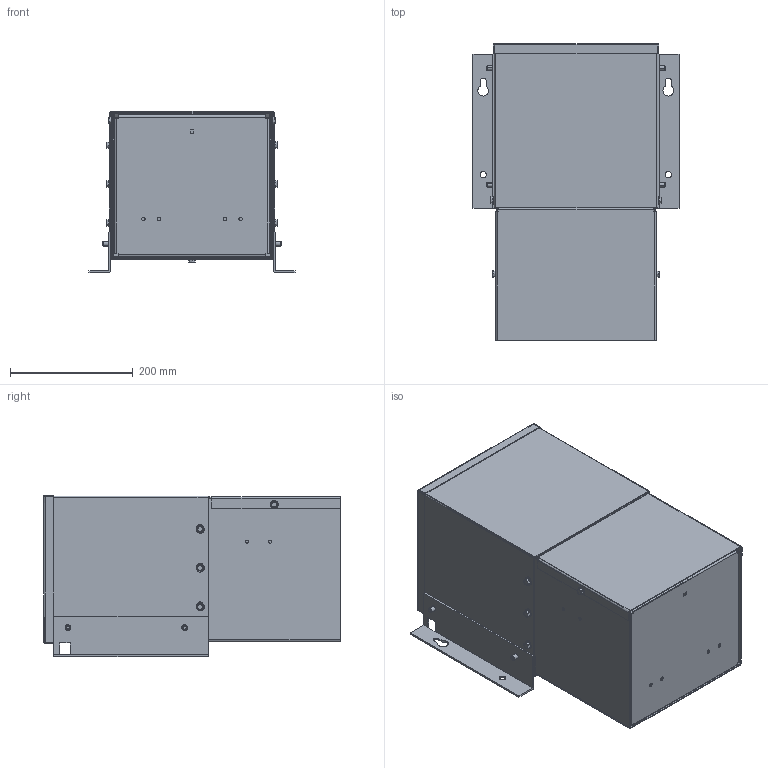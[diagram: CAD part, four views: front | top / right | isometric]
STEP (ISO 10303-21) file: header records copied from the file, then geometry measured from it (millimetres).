
FILE_DESCRIPTION (( 'STEP AP214' ), '1' );
FILE_NAME ('T169435.STEP', '2017-03-02T15:02:46', ( '' ), ( '' ), 'SwSTEP 2.0', 'SolidWorks 2017', '' );
FILE_SCHEMA (( 'AUTOMOTIVE_DESIGN' ));
Length unit declared in the file: inch
Products named in the file (14): C  1-700274-; A  1-700291-; A  2-1430301; B  4-700277-R; B  4-700277-L; B  4-700275-; A  1-701738-_A  1-701738-; B  4-700276-; C  4-700270-; B  4-700272-; T169435
Assembly tree (24 placements, depth 4):
  T169435
    C  4-700270-
      C  4-700270-
      B  4-700272-
    B  4-700276-
    A  1-701738-_A  1-701738-  x9
    C  1-700274-
      B  4-700275-
      B  4-700277-L
      B  4-700277-R
      A  1-700291-
        A  1-700291-
        A  2-1430301  x4
      C  1-700274-
Bounding box: 336.3 x 484.12 x 263.91 mm (x, y, z)
Volume: 1180297.8 mm3; surface area: 1474609.7 mm2
Topology: 21 solids, 21 shells, 1037 faces, 2694 edges, 1738 vertices
Faces by surface type: cylinder 463, plane 305, bspline 134, cone 127, torus 8
Entity records: 14846 total; most frequent: CARTESIAN_POINT 3982, DIRECTION 2146, ORIENTED_EDGE 2124, EDGE_CURVE 1062, AXIS2_PLACEMENT_3D 765, VERTEX_POINT 668, LINE 616, VECTOR 616
